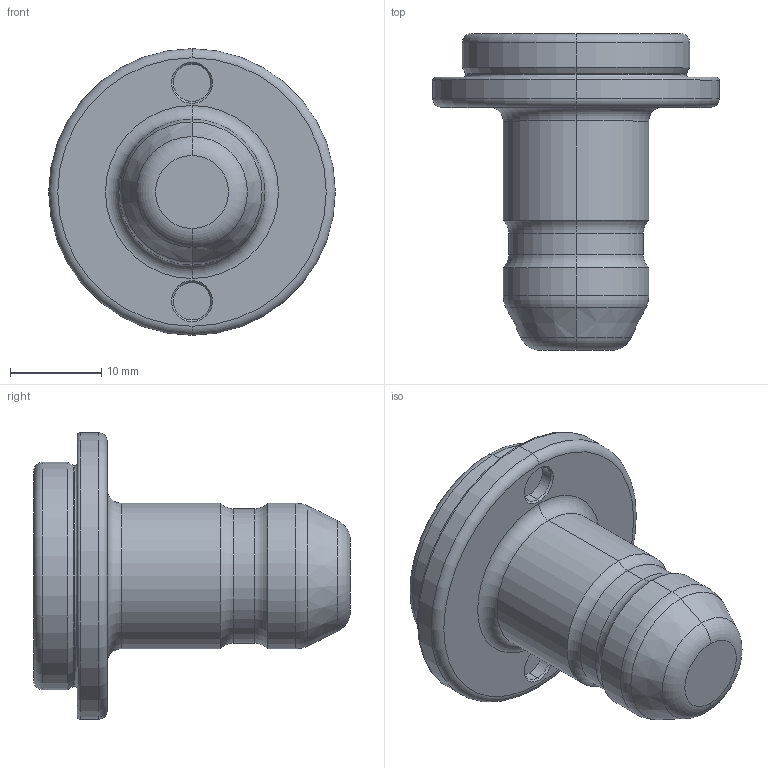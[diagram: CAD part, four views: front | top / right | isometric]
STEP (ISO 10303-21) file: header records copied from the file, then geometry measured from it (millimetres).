
FILE_DESCRIPTION (( 'STEP AP214' ), '1' );
FILE_NAME ('804 238 EZNi o.Zentr ø25 M8 BI. 4.8 045-322-01.STEP', '2014-03-25T14:08:02', ( '' ), ( '' ), 'SwSTEP 2.0', 'SolidWorks 2013', '' );
FILE_SCHEMA (( 'AUTOMOTIVE_DESIGN' ));
Length unit declared in the file: millimetre
Products named in the file (1): 804 238 EZNi o.Zentr ø25 M8 BI. 4.8 045-322-01
Bounding box: 31.5 x 34.8 x 31.5 mm (x, y, z)
Volume: 9216.9 mm3; surface area: 3699.8 mm2
Topology: 1 solids, 1 shells, 58 faces, 116 edges, 63 vertices
Faces by surface type: torus 20, cylinder 18, cone 14, plane 6
Entity records: 1522 total; most frequent: DIRECTION 314, CARTESIAN_POINT 236, ORIENTED_EDGE 228, AXIS2_PLACEMENT_3D 141, EDGE_CURVE 114, CIRCLE 82, EDGE_LOOP 63, VERTEX_POINT 63
